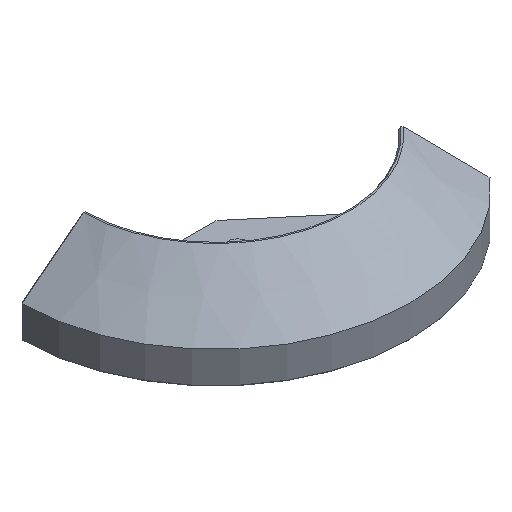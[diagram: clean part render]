
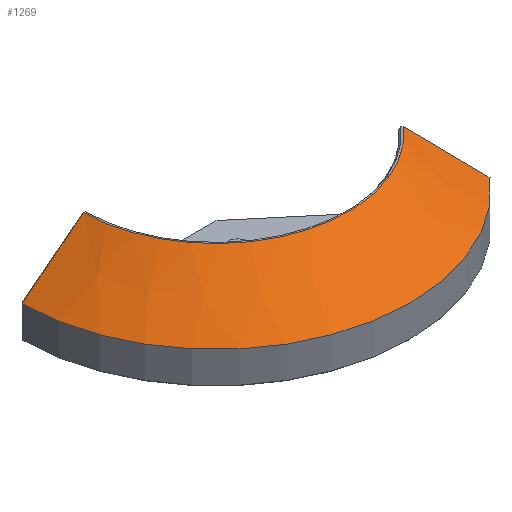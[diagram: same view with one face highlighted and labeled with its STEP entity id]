
A CAD part, isometric view. The second image highlights one B-rep face of the part: STEP entity #1269.
In plain terms, the highlighted conical face has half-angle 52 degrees and reference radius 53.591 mm.
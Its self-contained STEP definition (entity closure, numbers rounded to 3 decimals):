
#764 = VERTEX_POINT('',#765);
#765 = CARTESIAN_POINT('',(-78.998,-0.5,
    13.194));
#797 = VERTEX_POINT('',#798);
#798 = CARTESIAN_POINT('',(-53.983,-0.5,
    32.738));
#806 = EDGE_CURVE('',#797,#764,#807,.T.);
#807 = B_SPLINE_CURVE_WITH_KNOTS('',4,(#808,#809,#810,#811,#812,#813,
    #814,#815,#816,#817,#818),.UNSPECIFIED.,.F.,.F.,(5,3,3,5),(
    -1.528,-0.002,32.635,34.161)
  ,.UNSPECIFIED.);
#808 = CARTESIAN_POINT('',(-52.386,-0.5,
    33.985));
#809 = CARTESIAN_POINT('',(-52.687,-0.5,
    33.75));
#810 = CARTESIAN_POINT('',(-52.987,-0.5,
    33.516));
#811 = CARTESIAN_POINT('',(-53.288,-0.5,
    33.281));
#812 = CARTESIAN_POINT('',(-60.018,-0.5,
    28.023));
#813 = CARTESIAN_POINT('',(-66.448,-0.5,
    22.999));
#814 = CARTESIAN_POINT('',(-72.878,-0.5,
    17.976));
#815 = CARTESIAN_POINT('',(-79.608,-0.5,
    12.718));
#816 = CARTESIAN_POINT('',(-79.908,-0.5,
    12.483));
#817 = CARTESIAN_POINT('',(-80.209,-0.5,
    12.248));
#818 = CARTESIAN_POINT('',(-80.51,-0.5,
    12.013));
#930 = VERTEX_POINT('',#931);
#931 = CARTESIAN_POINT('',(60.195,-51.162,
    13.194));
#963 = VERTEX_POINT('',#964);
#964 = CARTESIAN_POINT('',(41.032,-35.082,
    32.738));
#972 = EDGE_CURVE('',#963,#930,#973,.T.);
#973 = B_SPLINE_CURVE_WITH_KNOTS('',4,(#974,#975,#976,#977,#978,#979,
    #980,#981,#982,#983,#984),.UNSPECIFIED.,.F.,.F.,(5,3,3,5),(
    -1.528,-0.002,32.635,34.161),
  .UNSPECIFIED.);
#974 = CARTESIAN_POINT('',(39.809,-34.056,
    33.985));
#975 = CARTESIAN_POINT('',(40.039,-34.249,
    33.75));
#976 = CARTESIAN_POINT('',(40.269,-34.443,
    33.516));
#977 = CARTESIAN_POINT('',(40.5,-34.636,33.281)
  );
#978 = CARTESIAN_POINT('',(45.655,-38.962,
    28.023));
#979 = CARTESIAN_POINT('',(50.581,-43.095,
    22.999));
#980 = CARTESIAN_POINT('',(55.506,-47.228,
    17.976));
#981 = CARTESIAN_POINT('',(60.662,-51.554,
    12.718));
#982 = CARTESIAN_POINT('',(60.892,-51.747,
    12.483));
#983 = CARTESIAN_POINT('',(61.122,-51.94,
    12.248));
#984 = CARTESIAN_POINT('',(61.353,-52.134,
    12.013));
#1231 = EDGE_CURVE('',#764,#930,#1232,.T.);
#1232 = CIRCLE('',#1233,79.);
#1233 = AXIS2_PLACEMENT_3D('',#1234,#1235,#1236);
#1234 = CARTESIAN_POINT('',(0.,0.,13.194));
#1235 = DIRECTION('',(0.,0.,1.));
#1236 = DIRECTION('',(-1.,0.,0.));
#1269 = ADVANCED_FACE('',(#1270),#1301,.T.);
#1270 = FACE_BOUND('',#1271,.F.);
#1271 = EDGE_LOOP('',(#1272,#1273,#1274,#1300));
#1272 = ORIENTED_EDGE('',*,*,#1231,.F.);
#1273 = ORIENTED_EDGE('',*,*,#806,.F.);
#1274 = ORIENTED_EDGE('',*,*,#1275,.T.);
#1275 = EDGE_CURVE('',#797,#963,#1276,.T.);
#1276 = B_SPLINE_CURVE_WITH_KNOTS('',8,(#1277,#1278,#1279,#1280,#1281,
    #1282,#1283,#1284,#1285,#1286,#1287,#1288,#1289,#1290,#1291,#1292,
    #1293,#1294,#1295,#1296,#1297,#1298,#1299),.UNSPECIFIED.,.F.,.F.,(9,
    7,7,9),(-2.067,0.,130.948,
    133.759),.UNSPECIFIED.);
#1277 = CARTESIAN_POINT('',(-53.985,2.082,
    32.738));
#1278 = CARTESIAN_POINT('',(-53.985,1.822,
    32.738));
#1279 = CARTESIAN_POINT('',(-53.985,1.562,
    32.738));
#1280 = CARTESIAN_POINT('',(-53.985,1.301,
    32.738));
#1281 = CARTESIAN_POINT('',(-53.985,1.041,
    32.738));
#1282 = CARTESIAN_POINT('',(-53.985,0.781,
    32.738));
#1283 = CARTESIAN_POINT('',(-53.985,0.521,
    32.738));
#1284 = CARTESIAN_POINT('',(-53.985,0.26,
    32.738));
#1285 = CARTESIAN_POINT('',(-53.985,-16.488,
    32.738));
#1286 = CARTESIAN_POINT('',(-48.23,-32.979,
    32.738));
#1287 = CARTESIAN_POINT('',(-36.718,-47.12,
    32.738));
#1288 = CARTESIAN_POINT('',(-20.594,-56.583,
    32.738));
#1289 = CARTESIAN_POINT('',(-2.16,-59.698,
    32.738));
#1290 = CARTESIAN_POINT('',(15.747,-56.265,
    32.738));
#1291 = CARTESIAN_POINT('',(30.757,-47.331,
    32.738));
#1292 = CARTESIAN_POINT('',(41.582,-34.43,
    32.738));
#1293 = CARTESIAN_POINT('',(41.81,-34.159,
    32.738));
#1294 = CARTESIAN_POINT('',(42.038,-33.887,
    32.738));
#1295 = CARTESIAN_POINT('',(42.265,-33.616,
    32.738));
#1296 = CARTESIAN_POINT('',(42.493,-33.345,
    32.738));
#1297 = CARTESIAN_POINT('',(42.72,-33.074,
    32.738));
#1298 = CARTESIAN_POINT('',(42.948,-32.803,
    32.738));
#1299 = CARTESIAN_POINT('',(43.175,-32.531,
    32.738));
#1300 = ORIENTED_EDGE('',*,*,#972,.T.);
#1301 = CONICAL_SURFACE('',#1302,53.591,0.908);
#1302 = AXIS2_PLACEMENT_3D('',#1303,#1304,#1305);
#1303 = CARTESIAN_POINT('',(0.,0.,33.046));
#1304 = DIRECTION('',(0.,0.,-1.));
#1305 = DIRECTION('',(-1.,0.,0.));
